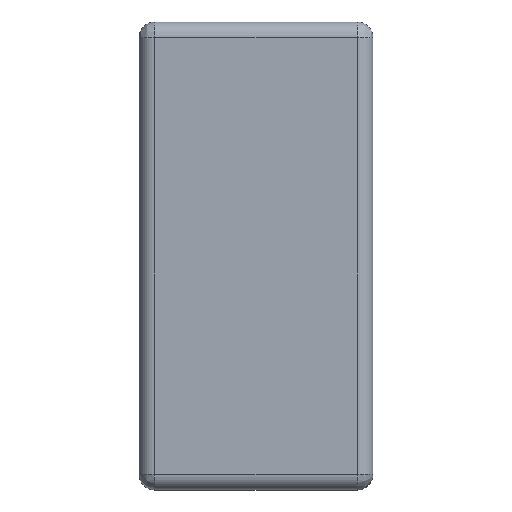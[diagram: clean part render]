
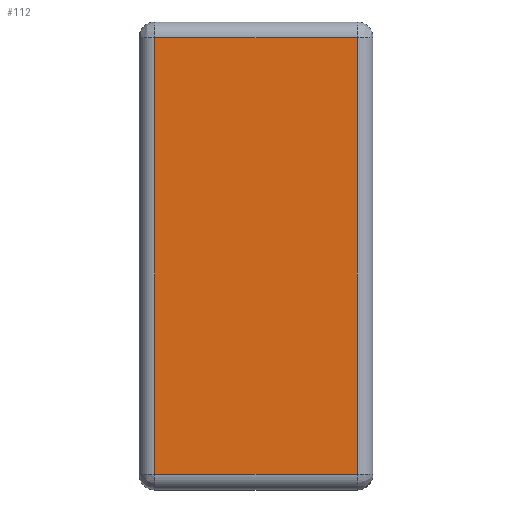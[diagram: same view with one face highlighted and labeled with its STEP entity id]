
A CAD part, top view. The second image highlights one B-rep face of the part: STEP entity #112.
In plain terms, the highlighted planar face has unit normal (0, 0, 1).
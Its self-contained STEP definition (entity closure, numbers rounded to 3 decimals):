
#3 = CARTESIAN_POINT ( 'NONE',  ( 19.5, -42., 4. ) ) ;
#25 = CARTESIAN_POINT ( 'NONE',  ( 19.5, 42., 4. ) ) ;
#36 = DIRECTION ( 'NONE',  ( 1., 0., 0. ) ) ;
#40 = EDGE_LOOP ( 'NONE', ( #223, #475, #486, #133 ) ) ;
#46 = VECTOR ( 'NONE', #464, 1000. ) ;
#76 = VERTEX_POINT ( 'NONE', #476 ) ;
#101 = DIRECTION ( 'NONE',  ( 0., -1., 0. ) ) ;
#108 = DIRECTION ( 'NONE',  ( 0., 1., 0. ) ) ;
#112 = ADVANCED_FACE ( 'NONE', ( #180 ), #258, .T. ) ;
#133 = ORIENTED_EDGE ( 'NONE', *, *, #608, .F. ) ;
#150 = LINE ( 'NONE', #222, #445 ) ;
#167 = AXIS2_PLACEMENT_3D ( 'NONE', #645, #525, #36 ) ;
#180 = FACE_OUTER_BOUND ( 'NONE', #40, .T. ) ;
#222 = CARTESIAN_POINT ( 'NONE',  ( 39.08, 42., 4. ) ) ;
#223 = ORIENTED_EDGE ( 'NONE', *, *, #259, .F. ) ;
#230 = CARTESIAN_POINT ( 'NONE',  ( -39.08, -42., 4. ) ) ;
#231 = CARTESIAN_POINT ( 'NONE',  ( -19.5, 42., 4. ) ) ;
#258 = PLANE ( 'NONE',  #167 ) ;
#259 = EDGE_CURVE ( 'NONE', #351, #514, #480, .T. ) ;
#264 = VECTOR ( 'NONE', #101, 1000. ) ;
#321 = CARTESIAN_POINT ( 'NONE',  ( 19.5, -61.58, 4. ) ) ;
#336 = VECTOR ( 'NONE', #108, 1000. ) ;
#351 = VERTEX_POINT ( 'NONE', #25 ) ;
#445 = VECTOR ( 'NONE', #564, 1000. ) ;
#464 = DIRECTION ( 'NONE',  ( -1., 0., 0. ) ) ;
#475 = ORIENTED_EDGE ( 'NONE', *, *, #513, .F. ) ;
#476 = CARTESIAN_POINT ( 'NONE',  ( -19.5, -42., 4. ) ) ;
#480 = LINE ( 'NONE', #321, #264 ) ;
#486 = ORIENTED_EDGE ( 'NONE', *, *, #527, .F. ) ;
#492 = LINE ( 'NONE', #230, #46 ) ;
#513 = EDGE_CURVE ( 'NONE', #697, #351, #150, .T. ) ;
#514 = VERTEX_POINT ( 'NONE', #3 ) ;
#525 = DIRECTION ( 'NONE',  ( 0., 0., 1. ) ) ;
#527 = EDGE_CURVE ( 'NONE', #76, #697, #713, .T. ) ;
#564 = DIRECTION ( 'NONE',  ( 1., 0., 0. ) ) ;
#608 = EDGE_CURVE ( 'NONE', #514, #76, #492, .T. ) ;
#619 = CARTESIAN_POINT ( 'NONE',  ( -19.5, 16.58, 4. ) ) ;
#645 = CARTESIAN_POINT ( 'NONE',  ( 0., -22.5, 4. ) ) ;
#697 = VERTEX_POINT ( 'NONE', #231 ) ;
#713 = LINE ( 'NONE', #619, #336 ) ;
